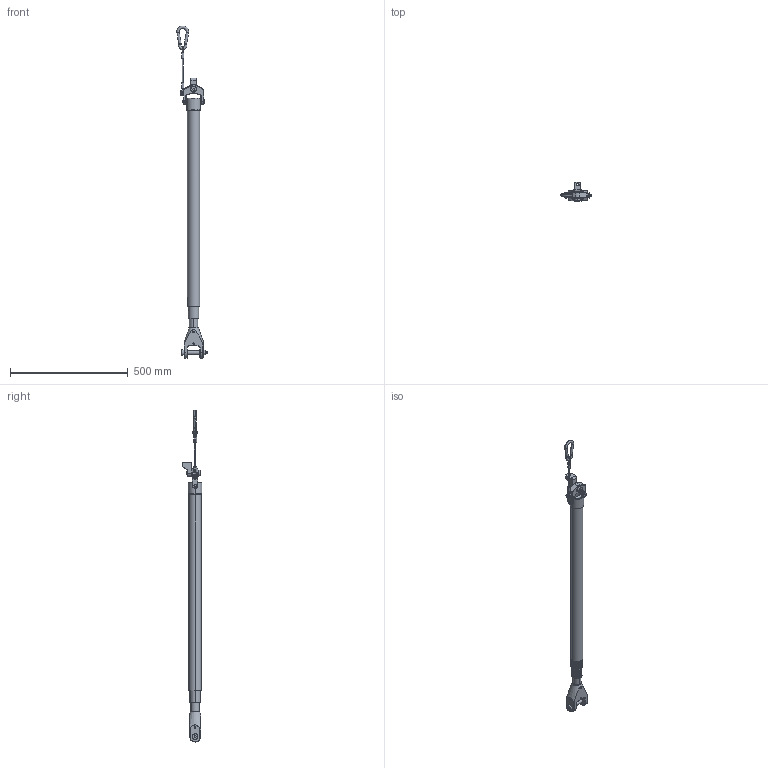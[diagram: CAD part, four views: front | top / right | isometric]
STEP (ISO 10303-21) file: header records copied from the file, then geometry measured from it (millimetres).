
FILE_DESCRIPTION((''),'2;1');
FILE_NAME('4390153285_ASM','2014-09-22T',('tooextcsr'),(''),'PRO/ENGINEER BY PARAMETRIC TECHNOLOGY CORPORATION, 2013410','PRO/ENGINEER BY PARAMETRIC TECHNOLOGY CORPORATION, 2013410','');
FILE_SCHEMA(('CONFIG_CONTROL_DESIGN','GEOMETRIC_VALIDATION_PROPERTIES_MIM'));
Length unit declared in the file: millimetre
Products named in the file (30): 4390152600; 4390152601; 4390152603; 4390152202; 4390152616; 0196155291; 4390207904; 4390152680_ASM; 4390207915; TIMBLE; 4390207922; 4390207919_ASM; 4390207910; 0216132500; 4390207920_ASM; 4390152605; 4390152806; 4390152609; 4390152881_ASM; 4390152807; 4390152611; 4390152882_ASM; 4390152808; 4390152883_ASM; 4390208112; 0108333200; 4390153284_ASM; 4390153014; 0291111200; 4390153285_ASM
Assembly tree (32 placements, depth 4):
  4390153285_ASM
    4390152680_ASM
      4390152600
      4390152601
      4390152603
      4390152202  x2
      4390152616  x2
      0196155291  x2
      4390207904
    4390207920_ASM
      4390207919_ASM
        4390207915
        TIMBLE
        4390207922
      4390207910
      0216132500
    4390153284_ASM
      4390152881_ASM
        4390152605
        4390152806
        4390152609
      4390152882_ASM
        4390152807
        4390152611
      4390152883_ASM
        4390152808
      4390208112
      0108333200
    4390153014
    0291111200
Bounding box: 128.6 x 84.4 x 1407.8 mm (x, y, z)
Volume: 1188657.9 mm3; surface area: 841632.4 mm2
Topology: 25 solids, 38 shells, 894 faces, 2304 edges, 1464 vertices
Faces by surface type: plane 352, cylinder 346, torus 97, cone 70, bspline 27, sphere 2
Entity records: 41839 total; most frequent: CARTESIAN_POINT 15971, DIRECTION 4546, ORIENTED_EDGE 4398, EDGE_CURVE 2230, AXIS2_PLACEMENT_3D 1800, VERTEX_POINT 1424, PRESENTATION_STYLE_ASSIGNMENT 985, STYLED_ITEM 985
